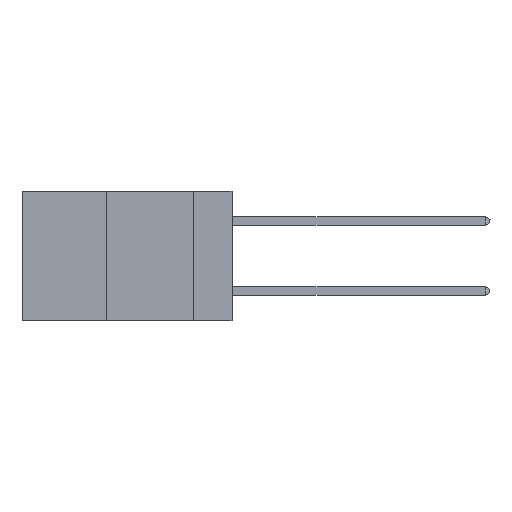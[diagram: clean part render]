
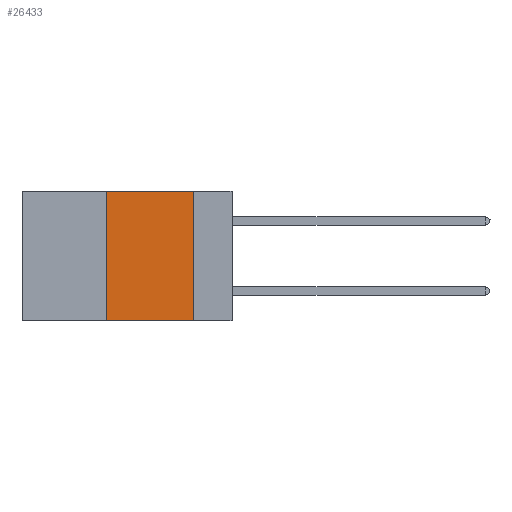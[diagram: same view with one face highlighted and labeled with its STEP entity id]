
A CAD part, left-side view. The second image highlights one B-rep face of the part: STEP entity #26433.
In plain terms, the highlighted planar face has unit normal (-1, 0, 0).
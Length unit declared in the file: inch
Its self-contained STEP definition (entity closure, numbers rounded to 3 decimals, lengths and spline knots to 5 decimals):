
#232 = VERTEX_POINT ( 'NONE', #4264 ) ;
#818 = VECTOR ( 'NONE', #11054, 39.37008 ) ;
#879 = VERTEX_POINT ( 'NONE', #7220 ) ;
#1786 = EDGE_LOOP ( 'NONE', ( #10452, #21505, #5808, #5395 ) ) ;
#2415 = VECTOR ( 'NONE', #26046, 39.37008 ) ;
#2989 = VECTOR ( 'NONE', #3623, 39.37008 ) ;
#3623 = DIRECTION ( 'NONE',  ( 0., -1., 0. ) ) ;
#4264 = CARTESIAN_POINT ( 'NONE',  ( 0., 0.11, 0. ) ) ;
#4273 = PLANE ( 'NONE',  #11978 ) ;
#4741 = CARTESIAN_POINT ( 'NONE',  ( 0., 0.36, 0. ) ) ;
#5395 = ORIENTED_EDGE ( 'NONE', *, *, #27252, .T. ) ;
#5664 = LINE ( 'NONE', #26981, #2989 ) ;
#5808 = ORIENTED_EDGE ( 'NONE', *, *, #10539, .F. ) ;
#6786 = DIRECTION ( 'NONE',  ( 1., 0., 0. ) ) ;
#7220 = CARTESIAN_POINT ( 'NONE',  ( 0., 0.11, -0.37 ) ) ;
#8924 = DIRECTION ( 'NONE',  ( 0., 0., -1. ) ) ;
#8925 = CARTESIAN_POINT ( 'NONE',  ( 0., 0.6, 0. ) ) ;
#10452 = ORIENTED_EDGE ( 'NONE', *, *, #10871, .F. ) ;
#10459 = LINE ( 'NONE', #8925, #818 ) ;
#10539 = EDGE_CURVE ( 'NONE', #13327, #13809, #23626, .T. ) ;
#10871 = EDGE_CURVE ( 'NONE', #232, #879, #24386, .T. ) ;
#11054 = DIRECTION ( 'NONE',  ( 0., -1., 0. ) ) ;
#11978 = AXIS2_PLACEMENT_3D ( 'NONE', #23341, #6786, #8924 ) ;
#13327 = VERTEX_POINT ( 'NONE', #21484 ) ;
#13809 = VERTEX_POINT ( 'NONE', #14784 ) ;
#14784 = CARTESIAN_POINT ( 'NONE',  ( 0., 0.36, 0. ) ) ;
#15204 = DIRECTION ( 'NONE',  ( 0., 0., -1. ) ) ;
#18795 = EDGE_CURVE ( 'NONE', #13809, #232, #10459, .T. ) ;
#21484 = CARTESIAN_POINT ( 'NONE',  ( 0., 0.36, -0.37 ) ) ;
#21505 = ORIENTED_EDGE ( 'NONE', *, *, #18795, .F. ) ;
#23341 = CARTESIAN_POINT ( 'NONE',  ( 0., 0.6, 0. ) ) ;
#23626 = LINE ( 'NONE', #4741, #2415 ) ;
#23900 = FACE_OUTER_BOUND ( 'NONE', #1786, .T. ) ;
#24386 = LINE ( 'NONE', #25678, #26061 ) ;
#25678 = CARTESIAN_POINT ( 'NONE',  ( 0., 0.11, 0. ) ) ;
#26046 = DIRECTION ( 'NONE',  ( 0., 0., 1. ) ) ;
#26061 = VECTOR ( 'NONE', #15204, 39.37008 ) ;
#26433 = ADVANCED_FACE ( 'NONE', ( #23900 ), #4273, .F. ) ;
#26981 = CARTESIAN_POINT ( 'NONE',  ( 0., 0.6, -0.37 ) ) ;
#27252 = EDGE_CURVE ( 'NONE', #13327, #879, #5664, .T. ) ;
